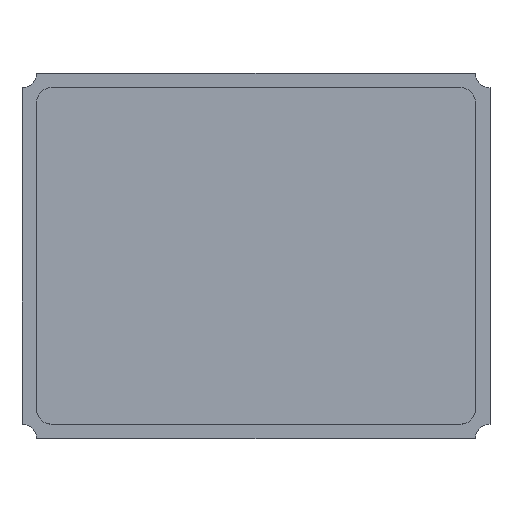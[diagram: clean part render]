
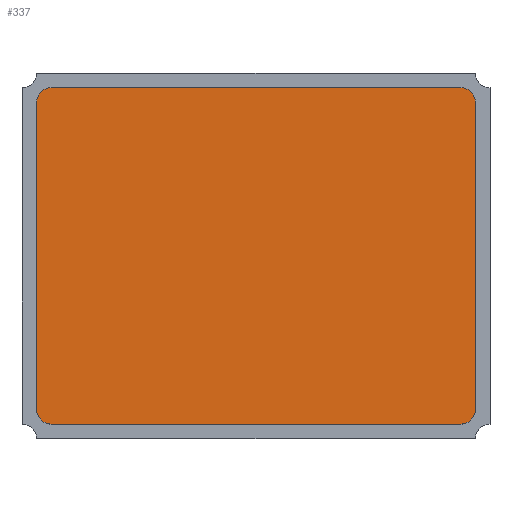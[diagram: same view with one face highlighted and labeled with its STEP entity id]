
A CAD part, top view. The second image highlights one B-rep face of the part: STEP entity #337.
In plain terms, the highlighted planar face has unit normal (0, 0, 1).
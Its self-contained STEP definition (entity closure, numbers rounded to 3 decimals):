
#22 = CIRCLE ( 'NONE', #1411, 0.1 ) ;
#45 = DIRECTION ( 'NONE',  ( 1., 0., 0. ) ) ;
#93 = VERTEX_POINT ( 'NONE', #817 ) ;
#114 = CARTESIAN_POINT ( 'NONE',  ( 3.1, 0.2, 0.5 ) ) ;
#137 = DIRECTION ( 'NONE',  ( 0., 0., 1. ) ) ;
#138 = LINE ( 'NONE', #339, #324 ) ;
#149 = DIRECTION ( 'NONE',  ( 0., 1., 0. ) ) ;
#151 = VECTOR ( 'NONE', #45, 1000. ) ;
#210 = LINE ( 'NONE', #729, #1350 ) ;
#238 = ORIENTED_EDGE ( 'NONE', *, *, #628, .T. ) ;
#240 = EDGE_CURVE ( 'NONE', #1397, #701, #22, .T. ) ;
#248 = DIRECTION ( 'NONE',  ( 1., 0., 0. ) ) ;
#251 = CARTESIAN_POINT ( 'NONE',  ( 0.1, 2.3, 0.5 ) ) ;
#260 = DIRECTION ( 'NONE',  ( -1., 0., 0. ) ) ;
#323 = AXIS2_PLACEMENT_3D ( 'NONE', #1157, #795, #1176 ) ;
#324 = VECTOR ( 'NONE', #1038, 1000. ) ;
#331 = VERTEX_POINT ( 'NONE', #251 ) ;
#337 = ADVANCED_FACE ( 'NONE', ( #1342 ), #954, .T. ) ;
#339 = CARTESIAN_POINT ( 'NONE',  ( 0.1, 2.4, 0.5 ) ) ;
#350 = ORIENTED_EDGE ( 'NONE', *, *, #570, .T. ) ;
#389 = ORIENTED_EDGE ( 'NONE', *, *, #776, .T. ) ;
#435 = ORIENTED_EDGE ( 'NONE', *, *, #1226, .T. ) ;
#467 = EDGE_CURVE ( 'NONE', #331, #93, #138, .T. ) ;
#473 = LINE ( 'NONE', #484, #591 ) ;
#484 = CARTESIAN_POINT ( 'NONE',  ( 0.1, 2.4, 0.5 ) ) ;
#500 = AXIS2_PLACEMENT_3D ( 'NONE', #828, #137, #687 ) ;
#530 = AXIS2_PLACEMENT_3D ( 'NONE', #844, #747, #1396 ) ;
#570 = EDGE_CURVE ( 'NONE', #93, #838, #1100, .T. ) ;
#591 = VECTOR ( 'NONE', #260, 1000. ) ;
#606 = CIRCLE ( 'NONE', #1062, 0.1 ) ;
#628 = EDGE_CURVE ( 'NONE', #838, #1378, #1026, .T. ) ;
#634 = CARTESIAN_POINT ( 'NONE',  ( 3., 0.2, 0.5 ) ) ;
#649 = CARTESIAN_POINT ( 'NONE',  ( 3., 2.3, 0.5 ) ) ;
#680 = ORIENTED_EDGE ( 'NONE', *, *, #980, .T. ) ;
#687 = DIRECTION ( 'NONE',  ( 1., 0., 0. ) ) ;
#701 = VERTEX_POINT ( 'NONE', #1289 ) ;
#729 = CARTESIAN_POINT ( 'NONE',  ( 3.1, 2.4, 0.5 ) ) ;
#747 = DIRECTION ( 'NONE',  ( 0., 0., 1. ) ) ;
#763 = CARTESIAN_POINT ( 'NONE',  ( 3., 0.1, 0.5 ) ) ;
#773 = VERTEX_POINT ( 'NONE', #1044 ) ;
#775 = VERTEX_POINT ( 'NONE', #114 ) ;
#776 = EDGE_CURVE ( 'NONE', #773, #331, #859, .T. ) ;
#795 = DIRECTION ( 'NONE',  ( 0., 0., 1. ) ) ;
#813 = DIRECTION ( 'NONE',  ( 0., 0., 1. ) ) ;
#817 = CARTESIAN_POINT ( 'NONE',  ( 0.1, 0.2, 0.5 ) ) ;
#828 = CARTESIAN_POINT ( 'NONE',  ( 0., 0., 0.5 ) ) ;
#838 = VERTEX_POINT ( 'NONE', #1080 ) ;
#839 = ORIENTED_EDGE ( 'NONE', *, *, #467, .T. ) ;
#844 = CARTESIAN_POINT ( 'NONE',  ( 0.2, 2.3, 0.5 ) ) ;
#859 = CIRCLE ( 'NONE', #530, 0.1 ) ;
#896 = ORIENTED_EDGE ( 'NONE', *, *, #1034, .T. ) ;
#922 = CARTESIAN_POINT ( 'NONE',  ( 0.1, 0.1, 0.5 ) ) ;
#929 = EDGE_LOOP ( 'NONE', ( #839, #350, #238, #435, #680, #1259, #896, #389 ) ) ;
#954 = PLANE ( 'NONE',  #500 ) ;
#980 = EDGE_CURVE ( 'NONE', #775, #1397, #210, .T. ) ;
#1026 = LINE ( 'NONE', #922, #151 ) ;
#1034 = EDGE_CURVE ( 'NONE', #701, #773, #473, .T. ) ;
#1038 = DIRECTION ( 'NONE',  ( 0., -1., 0. ) ) ;
#1044 = CARTESIAN_POINT ( 'NONE',  ( 0.2, 2.4, 0.5 ) ) ;
#1061 = DIRECTION ( 'NONE',  ( 0., 0., 1. ) ) ;
#1062 = AXIS2_PLACEMENT_3D ( 'NONE', #634, #1061, #1257 ) ;
#1080 = CARTESIAN_POINT ( 'NONE',  ( 0.2, 0.1, 0.5 ) ) ;
#1100 = CIRCLE ( 'NONE', #323, 0.1 ) ;
#1157 = CARTESIAN_POINT ( 'NONE',  ( 0.2, 0.2, 0.5 ) ) ;
#1176 = DIRECTION ( 'NONE',  ( 1., 0., 0. ) ) ;
#1200 = CARTESIAN_POINT ( 'NONE',  ( 3.1, 2.3, 0.5 ) ) ;
#1226 = EDGE_CURVE ( 'NONE', #1378, #775, #606, .T. ) ;
#1257 = DIRECTION ( 'NONE',  ( 1., 0., 0. ) ) ;
#1259 = ORIENTED_EDGE ( 'NONE', *, *, #240, .T. ) ;
#1289 = CARTESIAN_POINT ( 'NONE',  ( 3., 2.4, 0.5 ) ) ;
#1342 = FACE_OUTER_BOUND ( 'NONE', #929, .T. ) ;
#1350 = VECTOR ( 'NONE', #149, 1000. ) ;
#1378 = VERTEX_POINT ( 'NONE', #763 ) ;
#1396 = DIRECTION ( 'NONE',  ( 1., 0., 0. ) ) ;
#1397 = VERTEX_POINT ( 'NONE', #1200 ) ;
#1411 = AXIS2_PLACEMENT_3D ( 'NONE', #649, #813, #248 ) ;
